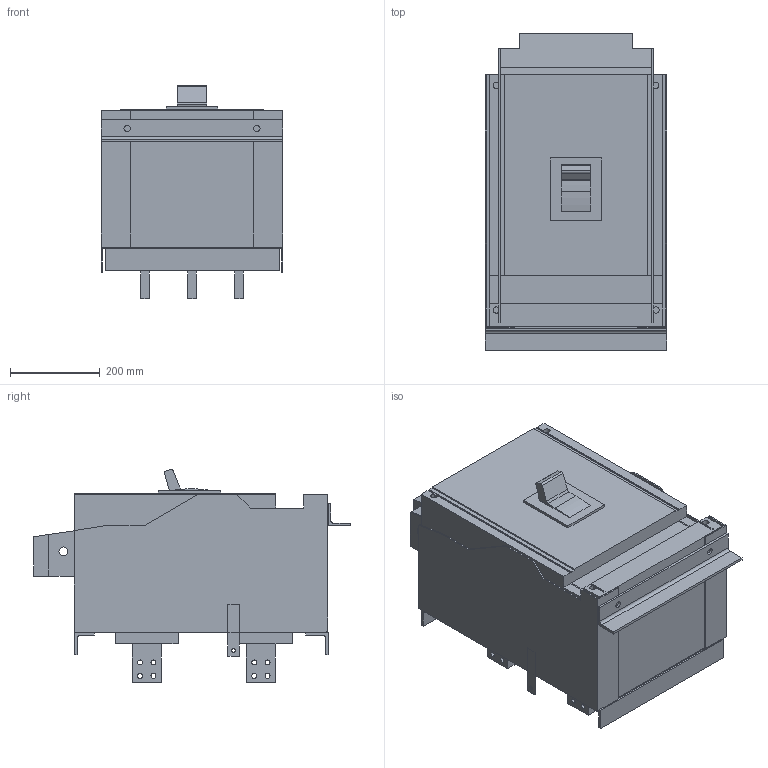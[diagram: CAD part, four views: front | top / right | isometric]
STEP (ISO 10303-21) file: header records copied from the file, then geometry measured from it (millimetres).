
FILE_DESCRIPTION(('CoCreate Modeling STEP Export'),'2;1');
FILE_NAME('ＸＳ２０００ＮＥ３Ｄ.stp','2016-03-23T15:29:45',(''),(''),'CoCreate Modeling STEP processor for AP214 (Solid Model)','CoCreate Modeling 17.0 01-Apr-2010 (C) Parametric Technology GmbH','');
FILE_SCHEMA(('AUTOMOTIVE_DESIGN { 1 0 10303 214 1 1 1 1 }'));
Length unit declared in the file: millimetre
Products named in the file (10): P3; P1; P4.3; P5.1; P4.5; P2.2; P4.1; P2; P2.1; ＸＳ２０００ＮＥ３Ｄ
Assembly tree (13 placements, depth 2):
  ＸＳ２０００ＮＥ３Ｄ
    P4.5  x2
    P2.1
    P5.1  x2
    P4.1  x2
    P2
    P4.3  x2
    P2.2
    P1
    P3
Bounding box: 405 x 708.32 x 476.37 mm (x, y, z)
Volume: 74450709.4 mm3; surface area: 2894999.6 mm2
Topology: 13 solids, 13 shells, 310 faces, 815 edges, 540 vertices
Faces by surface type: plane 220, cylinder 90
Entity records: 7942 total; most frequent: ORIENTED_EDGE 1306, CARTESIAN_POINT 1222, DIRECTION 1075, EDGE_CURVE 653, VECTOR 505, LINE 505, VERTEX_POINT 432, EDGE_LOOP 299
